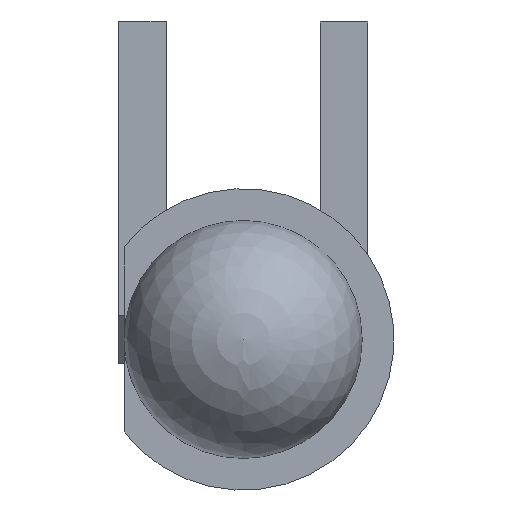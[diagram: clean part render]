
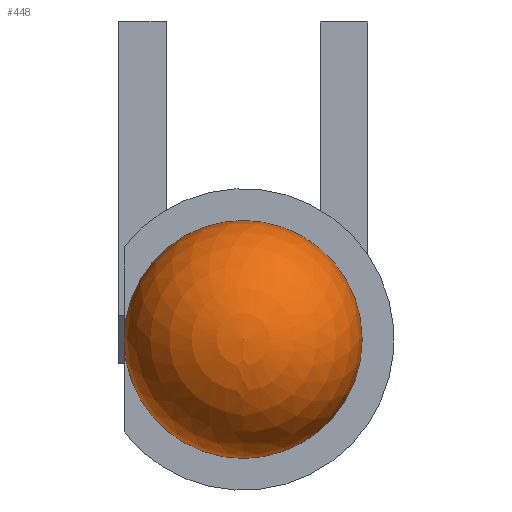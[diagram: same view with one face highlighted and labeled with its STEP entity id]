
A CAD part, front view. The second image highlights one B-rep face of the part: STEP entity #448.
In plain terms, the highlighted spherical face has radius 1.5 mm.
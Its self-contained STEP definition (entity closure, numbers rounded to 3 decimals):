
#18=CIRCLE('',#498,1.5);
#19=CIRCLE('',#499,1.5);
#25=SPHERICAL_SURFACE('',#497,1.5);
#53=FACE_OUTER_BOUND('',#79,.T.);
#79=EDGE_LOOP('',(#319,#320,#321));
#219=VERTEX_POINT('',#678);
#220=VERTEX_POINT('',#680);
#258=EDGE_CURVE('',#219,#219,#18,.T.);
#259=EDGE_CURVE('',#220,#219,#19,.T.);
#319=ORIENTED_EDGE('',*,*,#258,.T.);
#320=ORIENTED_EDGE('',*,*,#259,.F.);
#321=ORIENTED_EDGE('',*,*,#259,.T.);
#448=ADVANCED_FACE('',(#53),#25,.T.);
#497=AXIS2_PLACEMENT_3D('',#677,#550,#551);
#498=AXIS2_PLACEMENT_3D('',#679,#552,#553);
#499=AXIS2_PLACEMENT_3D('',#681,#554,#555);
#550=DIRECTION('center_axis',(0.,-1.,0.));
#551=DIRECTION('ref_axis',(0.,0.,1.));
#552=DIRECTION('center_axis',(0.,-1.,0.));
#553=DIRECTION('ref_axis',(0.,0.,1.));
#554=DIRECTION('center_axis',(1.,0.,0.));
#555=DIRECTION('ref_axis',(0.,0.,-1.));
#677=CARTESIAN_POINT('Origin',(1.27,-5.07,2.));
#678=CARTESIAN_POINT('',(1.27,-5.07,0.5));
#679=CARTESIAN_POINT('Origin',(1.27,-5.07,2.));
#680=CARTESIAN_POINT('',(1.27,-6.57,2.));
#681=CARTESIAN_POINT('Origin',(1.27,-5.07,2.));
